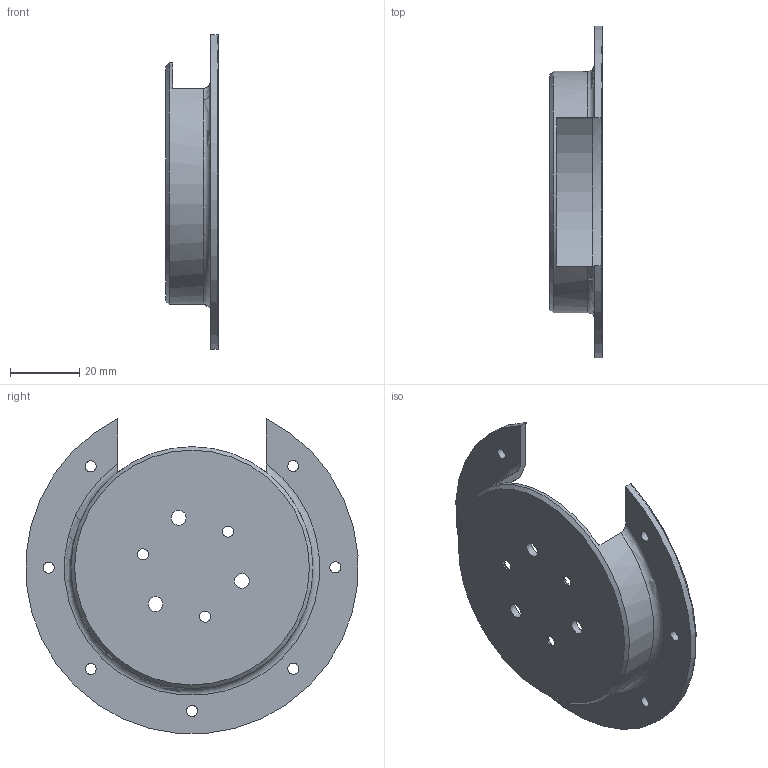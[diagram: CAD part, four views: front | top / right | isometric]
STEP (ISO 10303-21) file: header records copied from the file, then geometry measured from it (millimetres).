
FILE_DESCRIPTION(/* description */ (''),/* implementation_level */ '2;1');
FILE_NAME(/* name */ 'Leg2hip linker.step',/* time_stamp */ '2019-12-30T15:29:56+09:00',/* author */ (''),/* organization */ (''),/* preprocessor_version */ 'ST-DEVELOPER v18',/* originating_system */ 'Autodesk Translation Framework v8.12.0.6',/* authorisation */ '');
FILE_SCHEMA (('AUTOMOTIVE_DESIGN { 1 0 10303 214 3 1 1 }'));
Length unit declared in the file: millimetre
Products named in the file (2): Leg2hip linker; Leg2hip linker_1
Assembly tree (1 placements, depth 2):
  Leg2hip linker
    Leg2hip linker_1
Bounding box: 15.2 x 96.16 x 91.16 mm (x, y, z)
Volume: 16983.9 mm3; surface area: 18093.8 mm2
Topology: 1 solids, 1 shells, 30 faces, 87 edges, 59 vertices
Faces by surface type: cylinder 17, plane 7, cone 5, torus 1
Full cylindrical faces by diameter (mm): 3.2 x10, 4.3 x3, 70 x1
Entity records: 1148 total; most frequent: CARTESIAN_POINT 201, DIRECTION 198, ORIENTED_EDGE 174, EDGE_CURVE 87, AXIS2_PLACEMENT_3D 82, VERTEX_POINT 59, EDGE_LOOP 56, CIRCLE 49
